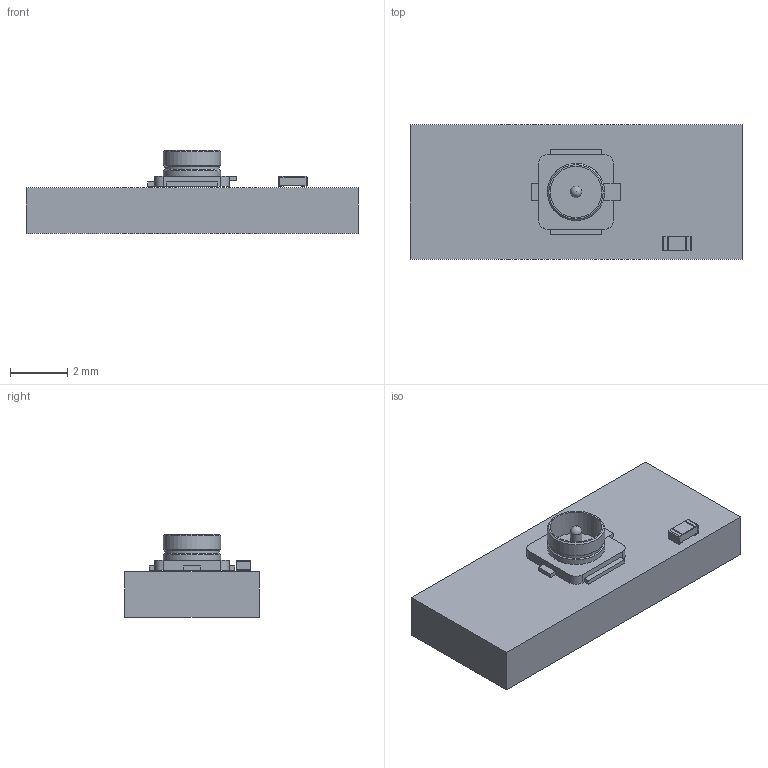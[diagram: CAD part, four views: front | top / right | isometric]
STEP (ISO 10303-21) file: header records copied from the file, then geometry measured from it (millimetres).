
FILE_DESCRIPTION(('KiCad electronic assembly'),'2;1');
FILE_NAME('Nose_PCB.step','2020-07-25T19:51:32',('An Author'),( 'A Company'),'Open CASCADE STEP processor 6.9', 'KiCad to STEP converter','Unknown');
FILE_SCHEMA(('AUTOMOTIVE_DESIGN { 1 0 10303 214 1 1 1 1 }'));
Length unit declared in the file: millimetre
Products named in the file (6): Open CASCADE STEP translator 6.9 1; U.FL_Hirose_U.FL-R-SMT-1_Vertical; SOLID; R_0402_1005Metric
Assembly tree (5 placements, depth 3):
  Open CASCADE STEP translator 6.9 1
    U.FL_Hirose_U.FL-R-SMT-1_Vertical
      SOLID
    R_0402_1005Metric
      SOLID
    SOLID
Bounding box: 11.6 x 4.7 x 2.9 mm (x, y, z)
Volume: 90.5 mm3; surface area: 194.1 mm2
Topology: 3 solids, 3 shells, 78 faces, 197 edges, 126 vertices
Faces by surface type: plane 57, cylinder 17, cone 3, sphere 1
Full cylindrical faces by diameter (mm): 0.4 x1, 1.8 x1, 1.92 x1, 2 x2
Entity records: 5533 total; most frequent: CARTESIAN_POINT 894, DIRECTION 784, LINE 501, VECTOR 501, ORIENTED_EDGE 392, PCURVE 392, DEFINITIONAL_REPRESENTATION 392, EDGE_CURVE 196
